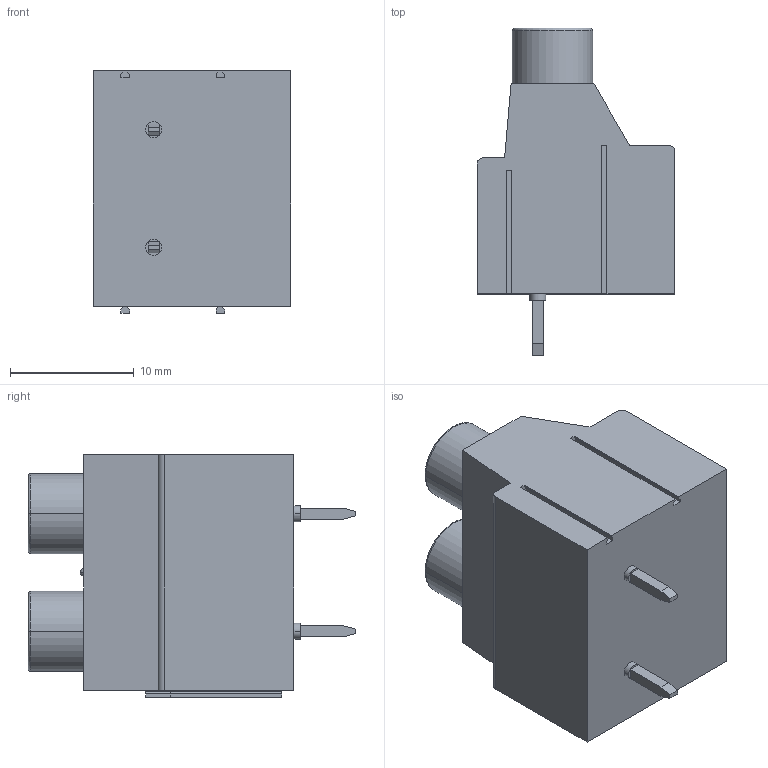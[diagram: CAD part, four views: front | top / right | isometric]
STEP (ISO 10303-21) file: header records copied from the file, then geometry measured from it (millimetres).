
FILE_DESCRIPTION(('STEP AP242'),'1');
FILE_NAME('1902547.stp','2024-09-10T17:08:31',('TraceParts'),('TraceParts S.A.'),'Spatial InterOp 3D',' ',' ');
FILE_SCHEMA(('AP242_MANAGED_MODEL_BASED_3D_ENGINEERING_MIM_LF {1 0 10303 442 1 1 4}'));
Length unit declared in the file: millimetre
Products named in the file (1): 1902547
Bounding box: 16 x 26.5 x 19.61 mm (x, y, z)
Volume: 3821 mm3; surface area: 2457.8 mm2
Topology: 1 solids, 1 shells, 175 faces, 453 edges, 295 vertices
Faces by surface type: plane 125, cylinder 42, torus 4, sphere 4
Entity records: 6715 total; most frequent: CARTESIAN_POINT 920, DIRECTION 913, ORIENTED_EDGE 898, EDGE_CURVE 449, LINE 337, VECTOR 337, VERTEX_POINT 295, AXIS2_PLACEMENT_3D 288
